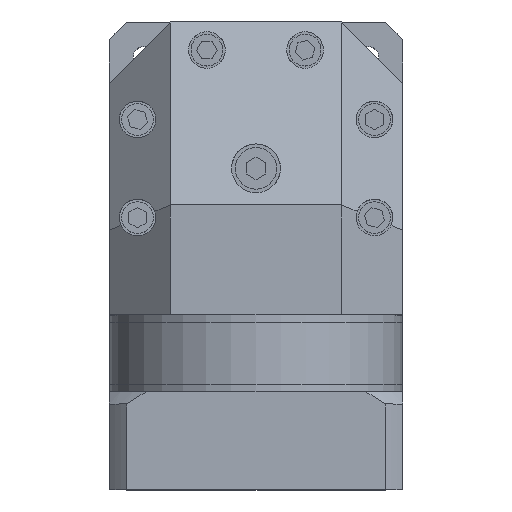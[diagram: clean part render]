
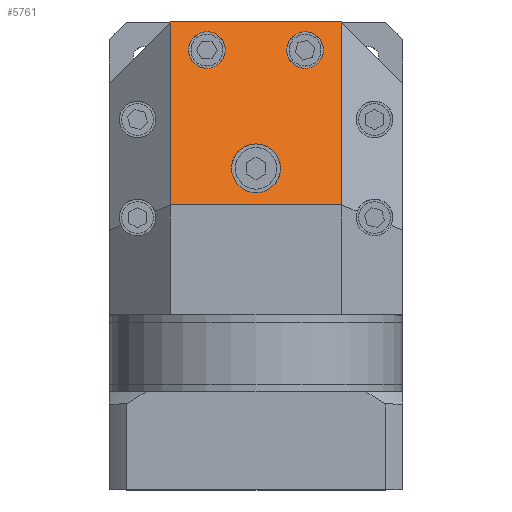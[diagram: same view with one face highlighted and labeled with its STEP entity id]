
A CAD part, top view. The second image highlights one B-rep face of the part: STEP entity #5761.
In plain terms, the highlighted planar face has unit normal (0, 0.707, 0.707).
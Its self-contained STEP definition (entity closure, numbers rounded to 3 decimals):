
#61 = CARTESIAN_POINT ( 'NONE',  ( -12.591, 48.504, -3.504 ) ) ;
#67 = CARTESIAN_POINT ( 'NONE',  ( -10., 20., 25. ) ) ;
#1172 = VERTEX_POINT ( 'NONE', #2931 ) ;
#1318 =( BOUNDED_CURVE ( )  B_SPLINE_CURVE ( 3, ( #13765, #12519, #3106, #6680 ),
 .UNSPECIFIED., .F., .F. ) 
 B_SPLINE_CURVE_WITH_KNOTS ( ( 4, 4 ),
 ( 4.712, 7.854 ),
 .UNSPECIFIED. ) 
 CURVE ( )  GEOMETRIC_REPRESENTATION_ITEM ( )  RATIONAL_B_SPLINE_CURVE ( ( 1., 0.333, 0.333, 1. ) ) 
 REPRESENTATION_ITEM ( '' )  );
#1445 = ORIENTED_EDGE ( 'NONE', *, *, #13270, .F. ) ;
#1494 = EDGE_CURVE ( 'NONE', #1172, #13423, #7314, .T. ) ;
#1774 =( BOUNDED_CURVE ( )  B_SPLINE_CURVE ( 3, ( #3061, #7774, #11371, #4294 ),
 .UNSPECIFIED., .F., .T. ) 
 B_SPLINE_CURVE_WITH_KNOTS ( ( 4, 4 ),
 ( 1.571, 4.712 ),
 .UNSPECIFIED. ) 
 CURVE ( )  GEOMETRIC_REPRESENTATION_ITEM ( )  RATIONAL_B_SPLINE_CURVE ( ( 1., 0.333, 0.333, 1. ) ) 
 REPRESENTATION_ITEM ( '' )  );
#2014 = VERTEX_POINT ( 'NONE', #4387 ) ;
#2022 = DIRECTION ( 'NONE',  ( -1., 0., 0. ) ) ;
#2251 = CARTESIAN_POINT ( 'NONE',  ( 10., -20., 65. ) ) ;
#2344 = EDGE_LOOP ( 'NONE', ( #13762, #1445 ) ) ;
#2372 = ORIENTED_EDGE ( 'NONE', *, *, #12950, .F. ) ;
#2755 = FACE_OUTER_BOUND ( 'NONE', #12247, .T. ) ;
#2856 = CARTESIAN_POINT ( 'NONE',  ( 27.591, 48.504, -3.504 ) ) ;
#2900 = EDGE_CURVE ( 'NONE', #9247, #13526, #1318, .T. ) ;
#2931 = CARTESIAN_POINT ( 'NONE',  ( 35., -15., 60. ) ) ;
#2955 = VECTOR ( 'NONE', #14199, 1000. ) ;
#3061 = CARTESIAN_POINT ( 'NONE',  ( 27.591, 48.504, -3.504 ) ) ;
#3106 = CARTESIAN_POINT ( 'NONE',  ( -12.591, 33.504, 11.496 ) ) ;
#3108 = ORIENTED_EDGE ( 'NONE', *, *, #12793, .F. ) ;
#3177 = CARTESIAN_POINT ( 'NONE',  ( -12.591, 63.504, -18.504 ) ) ;
#3296 = CARTESIAN_POINT ( 'NONE',  ( -27.591, 48.504, -3.504 ) ) ;
#3358 = CARTESIAN_POINT ( 'NONE',  ( -60., 60., -15. ) ) ;
#3374 = EDGE_LOOP ( 'NONE', ( #3108, #10224 ) ) ;
#3484 = EDGE_CURVE ( 'NONE', #11824, #10935, #12833, .T. ) ;
#4294 = CARTESIAN_POINT ( 'NONE',  ( 12.591, 48.504, -3.504 ) ) ;
#4387 = CARTESIAN_POINT ( 'NONE',  ( -35., -15., 60. ) ) ;
#4580 =( BOUNDED_CURVE ( )  B_SPLINE_CURVE ( 3, ( #14629, #14679, #9950, #2856 ),
 .UNSPECIFIED., .F., .T. ) 
 B_SPLINE_CURVE_WITH_KNOTS ( ( 4, 4 ),
 ( 4.712, 7.854 ),
 .UNSPECIFIED. ) 
 CURVE ( )  GEOMETRIC_REPRESENTATION_ITEM ( )  RATIONAL_B_SPLINE_CURVE ( ( 1., 0.333, 0.333, 1. ) ) 
 REPRESENTATION_ITEM ( '' )  );
#4680 = EDGE_CURVE ( 'NONE', #15175, #2014, #6110, .T. ) ;
#4971 = LINE ( 'NONE', #3358, #14814 ) ;
#5127 = ORIENTED_EDGE ( 'NONE', *, *, #4680, .T. ) ;
#5720 = DIRECTION ( 'NONE',  ( 1., 0., 0. ) ) ;
#5761 = ADVANCED_FACE ( 'NONE', ( #14996, #12562, #9078, #2755 ), #12615, .F. ) ;
#5955 = CARTESIAN_POINT ( 'NONE',  ( 10., 0., 45. ) ) ;
#6039 = LINE ( 'NONE', #13239, #7703 ) ;
#6110 = LINE ( 'NONE', #10623, #2955 ) ;
#6152 = DIRECTION ( 'NONE',  ( -1., 0., 0. ) ) ;
#6680 = CARTESIAN_POINT ( 'NONE',  ( -12.591, 48.504, -3.504 ) ) ;
#6744 = CARTESIAN_POINT ( 'NONE',  ( -27.591, 48.504, -3.504 ) ) ;
#7314 = LINE ( 'NONE', #8173, #13595 ) ;
#7344 =( BOUNDED_CURVE ( )  B_SPLINE_CURVE ( 3, ( #5955, #12986, #67, #8362 ),
 .UNSPECIFIED., .F., .T. ) 
 B_SPLINE_CURVE_WITH_KNOTS ( ( 4, 4 ),
 ( 1.571, 4.712 ),
 .UNSPECIFIED. ) 
 CURVE ( )  GEOMETRIC_REPRESENTATION_ITEM ( )  RATIONAL_B_SPLINE_CURVE ( ( 1., 0.333, 0.333, 1. ) ) 
 REPRESENTATION_ITEM ( '' )  );
#7703 = VECTOR ( 'NONE', #6152, 1000. ) ;
#7752 = DIRECTION ( 'NONE',  ( 0., 0.707, -0.707 ) ) ;
#7756 = CARTESIAN_POINT ( 'NONE',  ( -35., 60., -15. ) ) ;
#7774 = CARTESIAN_POINT ( 'NONE',  ( 27.591, 63.504, -18.504 ) ) ;
#8101 = ORIENTED_EDGE ( 'NONE', *, *, #3484, .F. ) ;
#8151 = CARTESIAN_POINT ( 'NONE',  ( -10., 0., 45. ) ) ;
#8173 = CARTESIAN_POINT ( 'NONE',  ( 35., -15., 60. ) ) ;
#8278 = VERTEX_POINT ( 'NONE', #11957 ) ;
#8362 = CARTESIAN_POINT ( 'NONE',  ( -10., 0., 45. ) ) ;
#9078 = FACE_BOUND ( 'NONE', #10247, .T. ) ;
#9133 = DIRECTION ( 'NONE',  ( 0., -0.707, -0.707 ) ) ;
#9247 = VERTEX_POINT ( 'NONE', #3296 ) ;
#9364 = CARTESIAN_POINT ( 'NONE',  ( -10., -20., 65. ) ) ;
#9779 = EDGE_CURVE ( 'NONE', #15175, #13423, #4971, .T. ) ;
#9950 = CARTESIAN_POINT ( 'NONE',  ( 27.591, 33.504, 11.496 ) ) ;
#10089 = ORIENTED_EDGE ( 'NONE', *, *, #9779, .F. ) ;
#10224 = ORIENTED_EDGE ( 'NONE', *, *, #2900, .F. ) ;
#10247 = EDGE_LOOP ( 'NONE', ( #2372, #8101 ) ) ;
#10262 = CARTESIAN_POINT ( 'NONE',  ( -12.591, 48.504, -3.504 ) ) ;
#10427 = CARTESIAN_POINT ( 'NONE',  ( 12.591, 48.504, -3.504 ) ) ;
#10516 = CARTESIAN_POINT ( 'NONE',  ( 10., 0., 45. ) ) ;
#10623 = CARTESIAN_POINT ( 'NONE',  ( -35., -15., 60. ) ) ;
#10935 = VERTEX_POINT ( 'NONE', #11017 ) ;
#11017 = CARTESIAN_POINT ( 'NONE',  ( 10., 0., 45. ) ) ;
#11095 = EDGE_CURVE ( 'NONE', #8278, #12330, #1774, .T. ) ;
#11315 = ORIENTED_EDGE ( 'NONE', *, *, #1494, .T. ) ;
#11371 = CARTESIAN_POINT ( 'NONE',  ( 12.591, 63.504, -18.504 ) ) ;
#11425 = EDGE_CURVE ( 'NONE', #1172, #2014, #6039, .T. ) ;
#11752 = AXIS2_PLACEMENT_3D ( 'NONE', #15031, #9133, #2022 ) ;
#11824 = VERTEX_POINT ( 'NONE', #14224 ) ;
#11957 = CARTESIAN_POINT ( 'NONE',  ( 27.591, 48.504, -3.504 ) ) ;
#12247 = EDGE_LOOP ( 'NONE', ( #10089, #5127, #14142, #11315 ) ) ;
#12330 = VERTEX_POINT ( 'NONE', #10427 ) ;
#12519 = CARTESIAN_POINT ( 'NONE',  ( -27.591, 33.504, 11.496 ) ) ;
#12562 = FACE_BOUND ( 'NONE', #3374, .T. ) ;
#12615 = PLANE ( 'NONE',  #11752 ) ;
#12793 = EDGE_CURVE ( 'NONE', #13526, #9247, #12837, .T. ) ;
#12833 =( BOUNDED_CURVE ( )  B_SPLINE_CURVE ( 3, ( #8151, #9364, #2251, #10516 ),
 .UNSPECIFIED., .F., .T. ) 
 B_SPLINE_CURVE_WITH_KNOTS ( ( 4, 4 ),
 ( 4.712, 7.854 ),
 .UNSPECIFIED. ) 
 CURVE ( )  GEOMETRIC_REPRESENTATION_ITEM ( )  RATIONAL_B_SPLINE_CURVE ( ( 1., 0.333, 0.333, 1. ) ) 
 REPRESENTATION_ITEM ( '' )  );
#12837 =( BOUNDED_CURVE ( )  B_SPLINE_CURVE ( 3, ( #10262, #3177, #13826, #6744 ),
 .UNSPECIFIED., .F., .T. ) 
 B_SPLINE_CURVE_WITH_KNOTS ( ( 4, 4 ),
 ( 1.571, 4.712 ),
 .UNSPECIFIED. ) 
 CURVE ( )  GEOMETRIC_REPRESENTATION_ITEM ( )  RATIONAL_B_SPLINE_CURVE ( ( 1., 0.333, 0.333, 1. ) ) 
 REPRESENTATION_ITEM ( '' )  );
#12838 = CARTESIAN_POINT ( 'NONE',  ( 35., 60., -15. ) ) ;
#12950 = EDGE_CURVE ( 'NONE', #10935, #11824, #7344, .T. ) ;
#12986 = CARTESIAN_POINT ( 'NONE',  ( 10., 20., 25. ) ) ;
#13239 = CARTESIAN_POINT ( 'NONE',  ( 0., -15., 60. ) ) ;
#13270 = EDGE_CURVE ( 'NONE', #12330, #8278, #4580, .T. ) ;
#13423 = VERTEX_POINT ( 'NONE', #12838 ) ;
#13526 = VERTEX_POINT ( 'NONE', #61 ) ;
#13595 = VECTOR ( 'NONE', #7752, 1000. ) ;
#13762 = ORIENTED_EDGE ( 'NONE', *, *, #11095, .F. ) ;
#13765 = CARTESIAN_POINT ( 'NONE',  ( -27.591, 48.504, -3.504 ) ) ;
#13826 = CARTESIAN_POINT ( 'NONE',  ( -27.591, 63.504, -18.504 ) ) ;
#14142 = ORIENTED_EDGE ( 'NONE', *, *, #11425, .F. ) ;
#14199 = DIRECTION ( 'NONE',  ( 0., -0.707, 0.707 ) ) ;
#14224 = CARTESIAN_POINT ( 'NONE',  ( -10., 0., 45. ) ) ;
#14629 = CARTESIAN_POINT ( 'NONE',  ( 12.591, 48.504, -3.504 ) ) ;
#14679 = CARTESIAN_POINT ( 'NONE',  ( 12.591, 33.504, 11.496 ) ) ;
#14814 = VECTOR ( 'NONE', #5720, 1000. ) ;
#14996 = FACE_BOUND ( 'NONE', #2344, .T. ) ;
#15031 = CARTESIAN_POINT ( 'NONE',  ( 0., -15., 60. ) ) ;
#15175 = VERTEX_POINT ( 'NONE', #7756 ) ;
